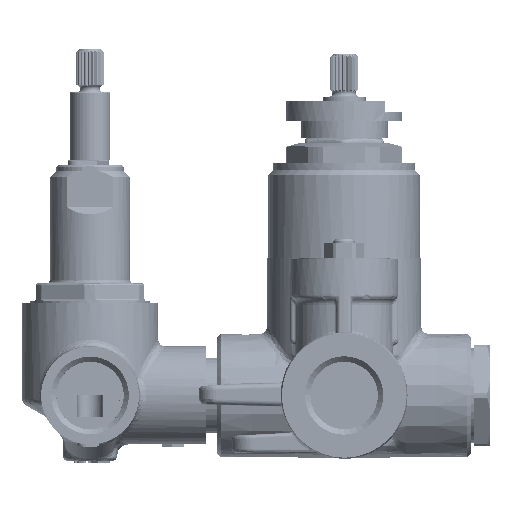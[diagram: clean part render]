
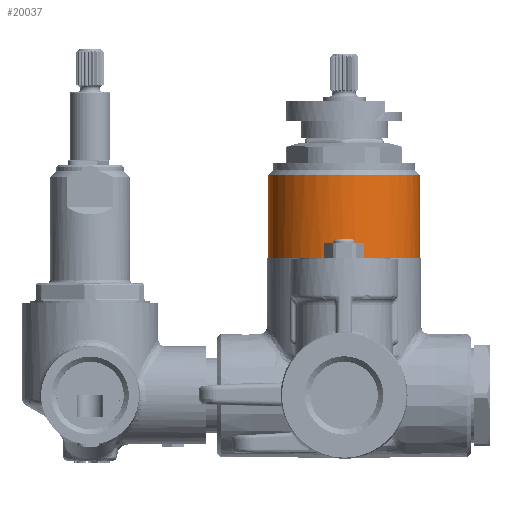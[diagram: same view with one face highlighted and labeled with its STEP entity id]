
A CAD part, left-side view. The second image highlights one B-rep face of the part: STEP entity #20037.
In plain terms, the highlighted cylindrical face has radius 20.85 mm (diameter 41.7 mm), a partial arc.
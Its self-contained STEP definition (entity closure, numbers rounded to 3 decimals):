
#19429=CARTESIAN_POINT('Control Point',(0.,20.85,38.)) ;
#19430=CARTESIAN_POINT('Control Point',(-2.013,20.85,38.)) ;
#19431=CARTESIAN_POINT('Control Point',(-4.026,20.607,38.)) ;
#19432=CARTESIAN_POINT('Control Point',(-6.001,20.121,38.)) ;
#19433=CARTESIAN_POINT('Control Point',(-9.793,18.682,38.)) ;
#19434=CARTESIAN_POINT('Control Point',(-13.133,16.382,38.)) ;
#19435=CARTESIAN_POINT('Control Point',(-14.656,15.035,38.)) ;
#19436=CARTESIAN_POINT('Control Point',(-17.347,12.,38.)) ;
#19437=CARTESIAN_POINT('Control Point',(-19.238,8.413,38.)) ;
#19438=CARTESIAN_POINT('Control Point',(-19.961,6.512,38.)) ;
#19439=CARTESIAN_POINT('Control Point',(-20.935,2.575,38.)) ;
#19440=CARTESIAN_POINT('Control Point',(-20.944,-1.48,38.)) ;
#19441=CARTESIAN_POINT('Control Point',(-20.703,-3.499,38.)) ;
#19442=CARTESIAN_POINT('Control Point',(-19.738,-7.438,38.)) ;
#19443=CARTESIAN_POINT('Control Point',(-17.863,-11.035,38.)) ;
#19444=CARTESIAN_POINT('Control Point',(-16.712,-12.711,38.)) ;
#19445=CARTESIAN_POINT('Control Point',(-14.029,-15.752,38.)) ;
#19446=CARTESIAN_POINT('Control Point',(-10.699,-18.067,38.)) ;
#19447=CARTESIAN_POINT('Control Point',(-8.901,-19.017,38.)) ;
#19448=CARTESIAN_POINT('Control Point',(-6.046,-20.107,38.)) ;
#19449=CARTESIAN_POINT('Control Point',(-3.057,-20.663,38.)) ;
#19450=CARTESIAN_POINT('Control Point',(-2.042,-20.788,38.)) ;
#19451=CARTESIAN_POINT('Control Point',(-1.021,-20.85,38.)) ;
#19452=CARTESIAN_POINT('Control Point',(0.,-20.85,38.)) ;
#19453=CARTESIAN_POINT('Vertex',(0.,20.85,38.)) ;
#19455=CARTESIAN_POINT('Vertex',(0.,-20.85,38.)) ;
#19995=CARTESIAN_POINT('Axis2P3D Location',(0.,0.,65.3)) ;
#20000=CARTESIAN_POINT('Line Origine',(0.,-20.85,65.3)) ;
#20004=CARTESIAN_POINT('Vertex',(0.,-20.85,60.65)) ;
#20008=CARTESIAN_POINT('Control Point',(0.,20.85,60.65)) ;
#20009=CARTESIAN_POINT('Control Point',(-3.275,20.85,60.65)) ;
#20010=CARTESIAN_POINT('Control Point',(-6.55,20.207,60.65)) ;
#20011=CARTESIAN_POINT('Control Point',(-9.657,18.92,60.65)) ;
#20012=CARTESIAN_POINT('Control Point',(-15.198,15.198,60.65)) ;
#20013=CARTESIAN_POINT('Control Point',(-18.92,9.657,60.65)) ;
#20014=CARTESIAN_POINT('Control Point',(-20.207,6.55,60.65)) ;
#20015=CARTESIAN_POINT('Control Point',(-21.493,0.,60.65)) ;
#20016=CARTESIAN_POINT('Control Point',(-20.207,-6.55,60.65)) ;
#20017=CARTESIAN_POINT('Control Point',(-18.92,-9.657,60.65)) ;
#20018=CARTESIAN_POINT('Control Point',(-15.198,-15.198,60.65)) ;
#20019=CARTESIAN_POINT('Control Point',(-9.657,-18.92,60.65)) ;
#20020=CARTESIAN_POINT('Control Point',(-6.55,-20.207,60.65)) ;
#20021=CARTESIAN_POINT('Control Point',(-3.275,-20.85,60.65)) ;
#20022=CARTESIAN_POINT('Control Point',(0.,-20.85,60.65)) ;
#20023=CARTESIAN_POINT('Vertex',(0.,20.85,60.65)) ;
#20026=CARTESIAN_POINT('Line Origine',(0.,20.85,65.3)) ;
#20002=VECTOR('Line Direction',#20001,1.) ;
#20028=VECTOR('Line Direction',#20027,1.) ;
#19996=DIRECTION('Axis2P3D Direction',(0.,-0.,1.)) ;
#19997=DIRECTION('Axis2P3D XDirection',(0.,-1.,-0.)) ;
#20001=DIRECTION('Vector Direction',(0.,0.,1.)) ;
#20027=DIRECTION('Vector Direction',(0.,0.,1.)) ;
#19998=AXIS2_PLACEMENT_3D('Cylinder Axis2P3D',#19995,#19996,#19997) ;
#20003=LINE('Line',#20000,#20002) ;
#20029=LINE('Line',#20026,#20028) ;
#19999=CYLINDRICAL_SURFACE('generated cylinder',#19998,20.85) ;
#19457=EDGE_CURVE('',#19454,#19456,#19428,.T.) ;
#20006=EDGE_CURVE('',#19456,#20005,#20003,.T.) ;
#20025=EDGE_CURVE('',#20024,#20005,#20007,.T.) ;
#20030=EDGE_CURVE('',#19454,#20024,#20029,.T.) ;
#20032=ORIENTED_EDGE('',*,*,#19457,.T.) ;
#20033=ORIENTED_EDGE('',*,*,#20006,.T.) ;
#20034=ORIENTED_EDGE('',*,*,#20025,.F.) ;
#20035=ORIENTED_EDGE('',*,*,#20030,.F.) ;
#20031=EDGE_LOOP('',(#20032,#20033,#20034,#20035)) ;
#19454=VERTEX_POINT('',#19453) ;
#19456=VERTEX_POINT('',#19455) ;
#20005=VERTEX_POINT('',#20004) ;
#20024=VERTEX_POINT('',#20023) ;
#20037=ADVANCED_FACE('192\\MANIFOLD_SOLID_BREP #53007',(#20036),#19999,.T.) ;
#19428=B_SPLINE_CURVE_WITH_KNOTS('',5,(#19429,#19430,#19431,#19432,#19433,#19434,#19435,#19436,#19437,#19438,#19439,#19440,#19441,#19442,#19443,#19444,#19445,#19446,#19447,#19448,#19449,#19450,#19451,#19452),.UNSPECIFIED.,.F.,.U.,(6,3,3,3,3,3,3,6),(0.,14.236,28.472,42.707,56.943,71.179,85.415,92.633),.UNSPECIFIED.) ;
#20007=B_SPLINE_CURVE_WITH_KNOTS('',5,(#20008,#20009,#20010,#20011,#20012,#20013,#20014,#20015,#20016,#20017,#20018,#20019,#20020,#20021,#20022),.UNSPECIFIED.,.F.,.U.,(6,3,3,3,6),(-32.751,-16.376,0.,16.376,32.751),.UNSPECIFIED.) ;
#20036=FACE_OUTER_BOUND('',#20031,.T.) ;
